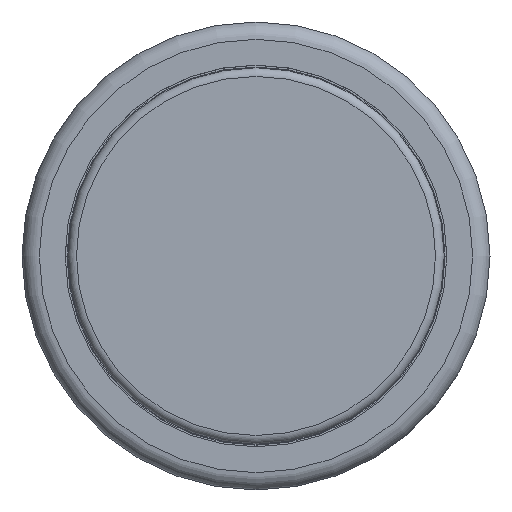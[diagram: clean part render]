
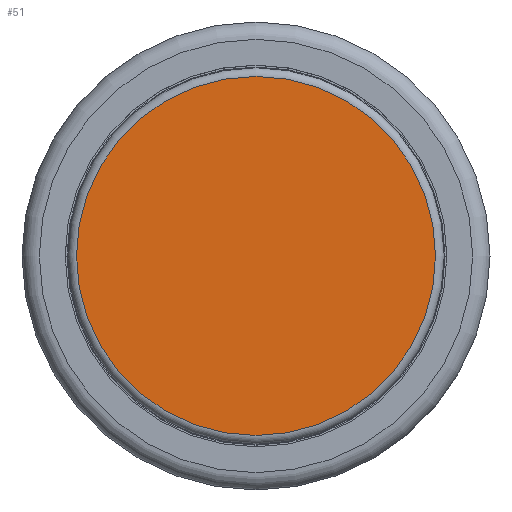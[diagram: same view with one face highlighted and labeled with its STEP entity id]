
A CAD part, top view. The second image highlights one B-rep face of the part: STEP entity #51.
In plain terms, the highlighted planar face has unit normal (0, 0, 1).
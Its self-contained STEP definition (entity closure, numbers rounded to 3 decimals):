
#51 = ADVANCED_FACE( '', ( #118 ), #119, .F. );
#118 = FACE_OUTER_BOUND( '', #216, .T. );
#119 = PLANE( '', #217 );
#216 = EDGE_LOOP( '', ( #312 ) );
#217 = AXIS2_PLACEMENT_3D( '', #313, #314, #315 );
#312 = ORIENTED_EDGE( '', *, *, #441, .T. );
#313 = CARTESIAN_POINT( '', ( 10.85, 0., 0. ) );
#314 = DIRECTION( '', ( 0., 0., -1. ) );
#315 = DIRECTION( '', ( 1., 0., 0. ) );
#441 = EDGE_CURVE( '', #490, #490, #491, .F. );
#490 = VERTEX_POINT( '', #555 );
#491 = CIRCLE( '', #556, 10.35 );
#555 = CARTESIAN_POINT( '', ( 10.35, 0., 0. ) );
#556 = AXIS2_PLACEMENT_3D( '', #621, #622, #623 );
#621 = CARTESIAN_POINT( '', ( 0., 0., 0. ) );
#622 = DIRECTION( '', ( 0., 0., -1. ) );
#623 = DIRECTION( '', ( 1., 0., 0. ) );
